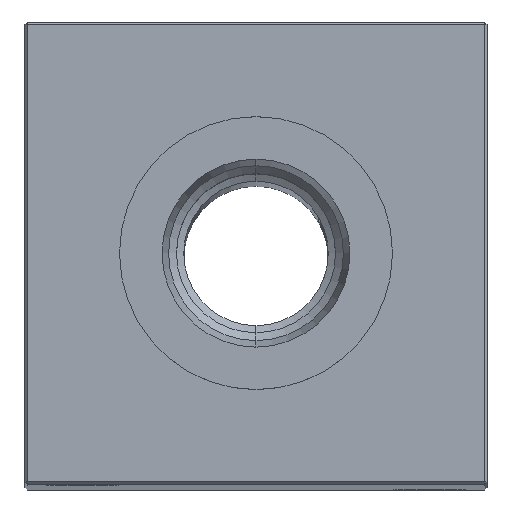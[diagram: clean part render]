
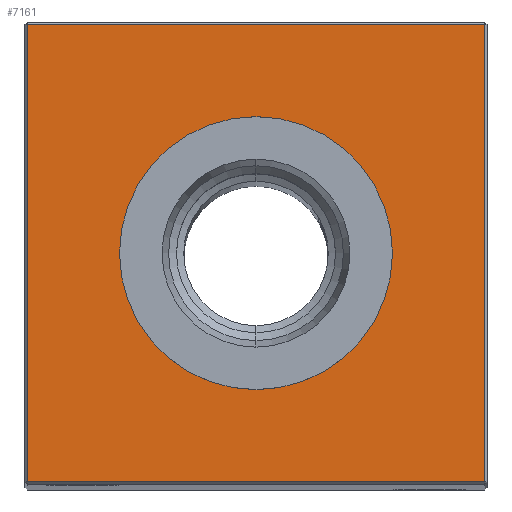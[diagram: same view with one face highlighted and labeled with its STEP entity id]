
A CAD part, top view. The second image highlights one B-rep face of the part: STEP entity #7161.
In plain terms, the highlighted planar face has unit normal (0, 0, 1).
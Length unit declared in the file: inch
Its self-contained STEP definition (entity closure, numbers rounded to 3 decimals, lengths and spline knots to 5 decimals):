
#67 = CARTESIAN_POINT ( 'NONE',  ( 0., -0.99, 14.25 ) ) ;
#1557 = DIRECTION ( 'NONE',  ( -1., 0., 0. ) ) ;
#1617 = DIRECTION ( 'NONE',  ( 0., 0., -1. ) ) ;
#1688 = DIRECTION ( 'NONE',  ( -1., 0., 0. ) ) ;
#2099 = PLANE ( 'NONE',  #6201 ) ;
#2284 = EDGE_LOOP ( 'NONE', ( #23366, #20440, #16063, #6703 ) ) ;
#2294 = EDGE_CURVE ( 'NONE', #10877, #11191, #19737, .T. ) ;
#2638 = CARTESIAN_POINT ( 'NONE',  ( 0.99, 0.99, 14.25 ) ) ;
#3595 = DIRECTION ( 'NONE',  ( -1., 0., 0. ) ) ;
#4145 = CIRCLE ( 'NONE', #7518, 0.59055 ) ;
#4449 = CARTESIAN_POINT ( 'NONE',  ( 0., 0., 14.25 ) ) ;
#5428 = CARTESIAN_POINT ( 'NONE',  ( 0., 0., 14.25 ) ) ;
#6201 = AXIS2_PLACEMENT_3D ( 'NONE', #4449, #24448, #6440 ) ;
#6440 = DIRECTION ( 'NONE',  ( -1., 0., 0. ) ) ;
#6703 = ORIENTED_EDGE ( 'NONE', *, *, #19284, .T. ) ;
#7161 = ADVANCED_FACE ( 'NONE', ( #18143, #8153 ), #2099, .F. ) ;
#7483 = LINE ( 'NONE', #21552, #13594 ) ;
#7518 = AXIS2_PLACEMENT_3D ( 'NONE', #5428, #1617, #3595 ) ;
#8153 = FACE_BOUND ( 'NONE', #25634, .T. ) ;
#10563 = EDGE_CURVE ( 'NONE', #22920, #20898, #13063, .T. ) ;
#10877 = VERTEX_POINT ( 'NONE', #18740 ) ;
#11191 = VERTEX_POINT ( 'NONE', #12798 ) ;
#11776 = VERTEX_POINT ( 'NONE', #21814 ) ;
#11794 = CARTESIAN_POINT ( 'NONE',  ( 0.99, 0., 14.25 ) ) ;
#12406 = CARTESIAN_POINT ( 'NONE',  ( 0., -0.59055, 14.25 ) ) ;
#12798 = CARTESIAN_POINT ( 'NONE',  ( -0.99, -0.99, 14.25 ) ) ;
#13063 = CIRCLE ( 'NONE', #13087, 0.59055 ) ;
#13087 = AXIS2_PLACEMENT_3D ( 'NONE', #24164, #14065, #1688 ) ;
#13594 = VECTOR ( 'NONE', #1557, 39.37008 ) ;
#13856 = CARTESIAN_POINT ( 'NONE',  ( 0., 0.59055, 14.25 ) ) ;
#14065 = DIRECTION ( 'NONE',  ( 0., 0., -1. ) ) ;
#16063 = ORIENTED_EDGE ( 'NONE', *, *, #22343, .T. ) ;
#16123 = DIRECTION ( 'NONE',  ( 1., 0., 0. ) ) ;
#16486 = ORIENTED_EDGE ( 'NONE', *, *, #17641, .T. ) ;
#17641 = EDGE_CURVE ( 'NONE', #20898, #22920, #4145, .T. ) ;
#18073 = LINE ( 'NONE', #67, #20866 ) ;
#18143 = FACE_OUTER_BOUND ( 'NONE', #2284, .T. ) ;
#18740 = CARTESIAN_POINT ( 'NONE',  ( -0.99, 0.99, 14.25 ) ) ;
#19284 = EDGE_CURVE ( 'NONE', #20162, #10877, #7483, .T. ) ;
#19601 = VECTOR ( 'NONE', #19821, 39.37008 ) ;
#19737 = LINE ( 'NONE', #21976, #20195 ) ;
#19821 = DIRECTION ( 'NONE',  ( 0., 1., 0. ) ) ;
#20162 = VERTEX_POINT ( 'NONE', #2638 ) ;
#20195 = VECTOR ( 'NONE', #23542, 39.37008 ) ;
#20440 = ORIENTED_EDGE ( 'NONE', *, *, #22623, .T. ) ;
#20866 = VECTOR ( 'NONE', #16123, 39.37008 ) ;
#20898 = VERTEX_POINT ( 'NONE', #12406 ) ;
#21552 = CARTESIAN_POINT ( 'NONE',  ( 0., 0.99, 14.25 ) ) ;
#21792 = LINE ( 'NONE', #11794, #19601 ) ;
#21814 = CARTESIAN_POINT ( 'NONE',  ( 0.99, -0.99, 14.25 ) ) ;
#21976 = CARTESIAN_POINT ( 'NONE',  ( -0.99, 0., 14.25 ) ) ;
#22343 = EDGE_CURVE ( 'NONE', #11776, #20162, #21792, .T. ) ;
#22623 = EDGE_CURVE ( 'NONE', #11191, #11776, #18073, .T. ) ;
#22920 = VERTEX_POINT ( 'NONE', #13856 ) ;
#23349 = ORIENTED_EDGE ( 'NONE', *, *, #10563, .T. ) ;
#23366 = ORIENTED_EDGE ( 'NONE', *, *, #2294, .T. ) ;
#23542 = DIRECTION ( 'NONE',  ( 0., -1., 0. ) ) ;
#24164 = CARTESIAN_POINT ( 'NONE',  ( 0., 0., 14.25 ) ) ;
#24448 = DIRECTION ( 'NONE',  ( 0., 0., -1. ) ) ;
#25634 = EDGE_LOOP ( 'NONE', ( #23349, #16486 ) ) ;
